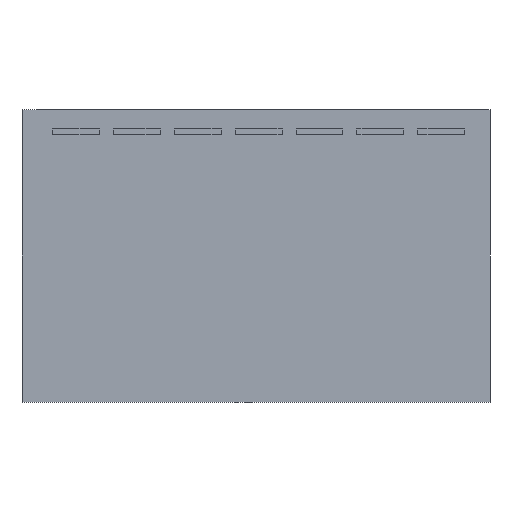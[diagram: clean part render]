
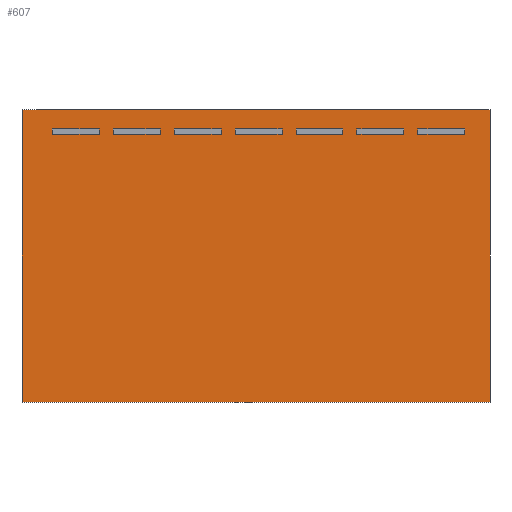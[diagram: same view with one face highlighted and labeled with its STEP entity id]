
A CAD part, front view. The second image highlights one B-rep face of the part: STEP entity #607.
In plain terms, the highlighted planar face has unit normal (0, -1, 0).
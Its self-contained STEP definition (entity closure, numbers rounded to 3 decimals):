
#76=FACE_BOUND('',#2248,.T.);
#77=FACE_BOUND('',#2249,.T.);
#78=FACE_BOUND('',#2250,.T.);
#79=FACE_BOUND('',#2251,.T.);
#80=FACE_BOUND('',#2252,.T.);
#81=FACE_BOUND('',#2253,.T.);
#82=FACE_BOUND('',#2254,.T.);
#83=FACE_BOUND('',#2255,.T.);
#607=ADVANCED_FACE('',(#76,#77,#78,#79,#80,#81,#82,#83),#1143,.T.);
#1143=PLANE('',#10897);
#2248=EDGE_LOOP('',(#3862,#3863,#3864,#3865));
#2249=EDGE_LOOP('',(#3866,#3867,#3868,#3869));
#2250=EDGE_LOOP('',(#3870,#3871,#3872,#3873));
#2251=EDGE_LOOP('',(#3874,#3875,#3876,#3877));
#2252=EDGE_LOOP('',(#3878,#3879,#3880,#3881));
#2253=EDGE_LOOP('',(#3882,#3883,#3884,#3885));
#2254=EDGE_LOOP('',(#3886,#3887,#3888,#3889));
#2255=EDGE_LOOP('',(#3890,#3891,#3892,#3893));
#3862=ORIENTED_EDGE('',*,*,#6957,.T.);
#3863=ORIENTED_EDGE('',*,*,#6955,.F.);
#3864=ORIENTED_EDGE('',*,*,#6953,.T.);
#3865=ORIENTED_EDGE('',*,*,#6951,.T.);
#3866=ORIENTED_EDGE('',*,*,#6949,.T.);
#3867=ORIENTED_EDGE('',*,*,#6947,.T.);
#3868=ORIENTED_EDGE('',*,*,#6945,.F.);
#3869=ORIENTED_EDGE('',*,*,#6943,.T.);
#3870=ORIENTED_EDGE('',*,*,#6941,.F.);
#3871=ORIENTED_EDGE('',*,*,#6939,.T.);
#3872=ORIENTED_EDGE('',*,*,#6937,.F.);
#3873=ORIENTED_EDGE('',*,*,#6935,.T.);
#3874=ORIENTED_EDGE('',*,*,#7264,.T.);
#3875=ORIENTED_EDGE('',*,*,#7265,.T.);
#3876=ORIENTED_EDGE('',*,*,#7266,.T.);
#3877=ORIENTED_EDGE('',*,*,#6961,.F.);
#3878=ORIENTED_EDGE('',*,*,#7267,.T.);
#3879=ORIENTED_EDGE('',*,*,#7268,.T.);
#3880=ORIENTED_EDGE('',*,*,#7269,.F.);
#3881=ORIENTED_EDGE('',*,*,#7270,.F.);
#3882=ORIENTED_EDGE('',*,*,#7271,.T.);
#3883=ORIENTED_EDGE('',*,*,#7272,.T.);
#3884=ORIENTED_EDGE('',*,*,#7273,.F.);
#3885=ORIENTED_EDGE('',*,*,#7274,.T.);
#3886=ORIENTED_EDGE('',*,*,#7275,.T.);
#3887=ORIENTED_EDGE('',*,*,#7276,.T.);
#3888=ORIENTED_EDGE('',*,*,#7277,.F.);
#3889=ORIENTED_EDGE('',*,*,#7278,.T.);
#3890=ORIENTED_EDGE('',*,*,#7279,.T.);
#3891=ORIENTED_EDGE('',*,*,#7280,.T.);
#3892=ORIENTED_EDGE('',*,*,#7281,.F.);
#3893=ORIENTED_EDGE('',*,*,#7282,.T.);
#5838=VERTEX_POINT('',#14948);
#5839=VERTEX_POINT('',#14950);
#5840=VERTEX_POINT('',#14954);
#5841=VERTEX_POINT('',#14958);
#5842=VERTEX_POINT('',#14964);
#5843=VERTEX_POINT('',#14966);
#5844=VERTEX_POINT('',#14970);
#5845=VERTEX_POINT('',#14974);
#5846=VERTEX_POINT('',#14980);
#5847=VERTEX_POINT('',#14982);
#5848=VERTEX_POINT('',#14986);
#5849=VERTEX_POINT('',#14990);
#5851=VERTEX_POINT('',#14997);
#5853=VERTEX_POINT('',#15001);
#6085=VERTEX_POINT('',#15607);
#6086=VERTEX_POINT('',#15611);
#6087=VERTEX_POINT('',#15614);
#6088=VERTEX_POINT('',#15615);
#6089=VERTEX_POINT('',#15617);
#6090=VERTEX_POINT('',#15619);
#6091=VERTEX_POINT('',#15622);
#6092=VERTEX_POINT('',#15623);
#6093=VERTEX_POINT('',#15625);
#6094=VERTEX_POINT('',#15627);
#6095=VERTEX_POINT('',#15630);
#6096=VERTEX_POINT('',#15631);
#6097=VERTEX_POINT('',#15633);
#6098=VERTEX_POINT('',#15635);
#6099=VERTEX_POINT('',#15638);
#6100=VERTEX_POINT('',#15639);
#6101=VERTEX_POINT('',#15641);
#6102=VERTEX_POINT('',#15643);
#6935=EDGE_CURVE('',#5839,#5838,#8372,.T.);
#6937=EDGE_CURVE('',#5839,#5840,#8374,.T.);
#6939=EDGE_CURVE('',#5841,#5840,#8376,.T.);
#6941=EDGE_CURVE('',#5841,#5838,#8378,.T.);
#6943=EDGE_CURVE('',#5843,#5842,#8380,.T.);
#6945=EDGE_CURVE('',#5843,#5844,#8382,.T.);
#6947=EDGE_CURVE('',#5845,#5844,#8384,.T.);
#6949=EDGE_CURVE('',#5842,#5845,#8386,.T.);
#6951=EDGE_CURVE('',#5847,#5846,#8388,.T.);
#6953=EDGE_CURVE('',#5848,#5847,#8390,.T.);
#6955=EDGE_CURVE('',#5848,#5849,#8392,.T.);
#6957=EDGE_CURVE('',#5846,#5849,#8394,.T.);
#6961=EDGE_CURVE('',#5853,#5851,#8398,.T.);
#7264=EDGE_CURVE('',#5853,#6085,#8634,.T.);
#7265=EDGE_CURVE('',#6085,#6086,#8635,.T.);
#7266=EDGE_CURVE('',#6086,#5851,#8636,.T.);
#7267=EDGE_CURVE('',#6087,#6088,#8637,.T.);
#7268=EDGE_CURVE('',#6088,#6089,#8638,.T.);
#7269=EDGE_CURVE('',#6090,#6089,#8639,.T.);
#7270=EDGE_CURVE('',#6087,#6090,#8640,.T.);
#7271=EDGE_CURVE('',#6091,#6092,#8641,.T.);
#7272=EDGE_CURVE('',#6092,#6093,#8642,.T.);
#7273=EDGE_CURVE('',#6094,#6093,#8643,.T.);
#7274=EDGE_CURVE('',#6094,#6091,#8644,.T.);
#7275=EDGE_CURVE('',#6095,#6096,#8645,.T.);
#7276=EDGE_CURVE('',#6096,#6097,#8646,.T.);
#7277=EDGE_CURVE('',#6098,#6097,#8647,.T.);
#7278=EDGE_CURVE('',#6098,#6095,#8648,.T.);
#7279=EDGE_CURVE('',#6099,#6100,#8649,.T.);
#7280=EDGE_CURVE('',#6100,#6101,#8650,.T.);
#7281=EDGE_CURVE('',#6102,#6101,#8651,.T.);
#7282=EDGE_CURVE('',#6102,#6099,#8652,.T.);
#8372=LINE('',#14949,#9649);
#8374=LINE('',#14953,#9651);
#8376=LINE('',#14957,#9653);
#8378=LINE('',#14961,#9655);
#8380=LINE('',#14965,#9657);
#8382=LINE('',#14969,#9659);
#8384=LINE('',#14973,#9661);
#8386=LINE('',#14977,#9663);
#8388=LINE('',#14981,#9665);
#8390=LINE('',#14985,#9667);
#8392=LINE('',#14989,#9669);
#8394=LINE('',#14993,#9671);
#8398=LINE('',#15002,#9675);
#8634=LINE('',#15608,#9911);
#8635=LINE('',#15610,#9912);
#8636=LINE('',#15612,#9913);
#8637=LINE('',#15613,#9914);
#8638=LINE('',#15616,#9915);
#8639=LINE('',#15618,#9916);
#8640=LINE('',#15620,#9917);
#8641=LINE('',#15621,#9918);
#8642=LINE('',#15624,#9919);
#8643=LINE('',#15626,#9920);
#8644=LINE('',#15628,#9921);
#8645=LINE('',#15629,#9922);
#8646=LINE('',#15632,#9923);
#8647=LINE('',#15634,#9924);
#8648=LINE('',#15636,#9925);
#8649=LINE('',#15637,#9926);
#8650=LINE('',#15640,#9927);
#8651=LINE('',#15642,#9928);
#8652=LINE('',#15644,#9929);
#9649=VECTOR('',#12052,1.);
#9651=VECTOR('',#12056,1.);
#9653=VECTOR('',#12060,1.);
#9655=VECTOR('',#12064,1.);
#9657=VECTOR('',#12068,1.);
#9659=VECTOR('',#12072,1.);
#9661=VECTOR('',#12076,1.);
#9663=VECTOR('',#12080,1.);
#9665=VECTOR('',#12084,1.);
#9667=VECTOR('',#12088,1.);
#9669=VECTOR('',#12092,1.);
#9671=VECTOR('',#12096,1.);
#9675=VECTOR('',#12102,1.);
#9911=VECTOR('',#12614,1.);
#9912=VECTOR('',#12617,1.);
#9913=VECTOR('',#12618,1.);
#9914=VECTOR('',#12619,1.);
#9915=VECTOR('',#12620,1.);
#9916=VECTOR('',#12621,1.);
#9917=VECTOR('',#12622,1.);
#9918=VECTOR('',#12623,1.);
#9919=VECTOR('',#12624,1.);
#9920=VECTOR('',#12625,1.);
#9921=VECTOR('',#12626,1.);
#9922=VECTOR('',#12627,1.);
#9923=VECTOR('',#12628,1.);
#9924=VECTOR('',#12629,1.);
#9925=VECTOR('',#12630,1.);
#9926=VECTOR('',#12631,1.);
#9927=VECTOR('',#12632,1.);
#9928=VECTOR('',#12633,1.);
#9929=VECTOR('',#12634,1.);
#10897=AXIS2_PLACEMENT_3D('',#15645,#12635,#12636);
#12052=DIRECTION('',(1.,0.,0.));
#12056=DIRECTION('',(0.,0.,-1.));
#12060=DIRECTION('',(-1.,0.,0.));
#12064=DIRECTION('',(0.,0.,1.));
#12068=DIRECTION('',(1.,0.,0.));
#12072=DIRECTION('',(0.,0.,-1.));
#12076=DIRECTION('',(-1.,0.,0.));
#12080=DIRECTION('',(0.,0.,-1.));
#12084=DIRECTION('',(0.,0.,-1.));
#12088=DIRECTION('',(1.,0.,0.));
#12092=DIRECTION('',(0.,0.,-1.));
#12096=DIRECTION('',(-1.,0.,0.));
#12102=DIRECTION('',(0.,0.,-1.));
#12614=DIRECTION('',(-1.,0.,0.));
#12617=DIRECTION('',(0.,0.,-1.));
#12618=DIRECTION('',(1.,0.,0.));
#12619=DIRECTION('',(0.,0.,-1.));
#12620=DIRECTION('',(-1.,0.,0.));
#12621=DIRECTION('',(0.,0.,-1.));
#12622=DIRECTION('',(-1.,0.,0.));
#12623=DIRECTION('',(0.,0.,-1.));
#12624=DIRECTION('',(-1.,0.,0.));
#12625=DIRECTION('',(0.,0.,-1.));
#12626=DIRECTION('',(1.,0.,0.));
#12627=DIRECTION('',(0.,0.,-1.));
#12628=DIRECTION('',(-1.,0.,0.));
#12629=DIRECTION('',(0.,0.,-1.));
#12630=DIRECTION('',(1.,0.,0.));
#12631=DIRECTION('',(0.,0.,-1.));
#12632=DIRECTION('',(-1.,0.,0.));
#12633=DIRECTION('',(0.,0.,-1.));
#12634=DIRECTION('',(1.,0.,0.));
#12635=DIRECTION('',(0.,-1.,0.));
#12636=DIRECTION('',(0.,0.,1.));
#14948=CARTESIAN_POINT('',(-1.45,-8.5,-1.1));
#14949=CARTESIAN_POINT('',(-4.15,-8.5,-1.1));
#14950=CARTESIAN_POINT('',(-4.15,-8.5,-1.1));
#14953=CARTESIAN_POINT('',(-4.15,-8.5,-1.1));
#14954=CARTESIAN_POINT('',(-4.15,-8.5,-1.4));
#14957=CARTESIAN_POINT('',(0.,-8.5,-1.4));
#14958=CARTESIAN_POINT('',(-1.45,-8.5,-1.4));
#14961=CARTESIAN_POINT('',(-1.45,-8.5,-16.8));
#14964=CARTESIAN_POINT('',(-8.45,-8.5,-1.1));
#14965=CARTESIAN_POINT('',(-11.15,-8.5,-1.1));
#14966=CARTESIAN_POINT('',(-11.15,-8.5,-1.1));
#14969=CARTESIAN_POINT('',(-11.15,-8.5,-1.1));
#14970=CARTESIAN_POINT('',(-11.15,-8.5,-1.4));
#14973=CARTESIAN_POINT('',(0.,-8.5,-1.4));
#14974=CARTESIAN_POINT('',(-8.45,-8.5,-1.4));
#14977=CARTESIAN_POINT('',(-8.45,-8.5,-1.1));
#14980=CARTESIAN_POINT('',(-4.95,-8.5,-1.4));
#14981=CARTESIAN_POINT('',(-4.95,-8.5,-1.1));
#14982=CARTESIAN_POINT('',(-4.95,-8.5,-1.1));
#14985=CARTESIAN_POINT('',(-7.65,-8.5,-1.1));
#14986=CARTESIAN_POINT('',(-7.65,-8.5,-1.1));
#14989=CARTESIAN_POINT('',(-7.65,-8.5,-1.1));
#14990=CARTESIAN_POINT('',(-7.65,-8.5,-1.4));
#14993=CARTESIAN_POINT('',(0.,-8.5,-1.4));
#14997=CARTESIAN_POINT('',(0.,-8.5,-16.8));
#15001=CARTESIAN_POINT('',(0.,-8.5,0.));
#15002=CARTESIAN_POINT('',(0.,-8.5,0.));
#15607=CARTESIAN_POINT('',(-26.9,-8.5,0.));
#15608=CARTESIAN_POINT('',(0.,-8.5,0.));
#15610=CARTESIAN_POINT('',(-26.9,-8.5,0.));
#15611=CARTESIAN_POINT('',(-26.9,-8.5,-16.8));
#15612=CARTESIAN_POINT('',(-30.4,-8.5,-16.8));
#15613=CARTESIAN_POINT('',(-22.45,-8.5,-1.1));
#15614=CARTESIAN_POINT('',(-22.45,-8.5,-1.1));
#15615=CARTESIAN_POINT('',(-22.45,-8.5,-1.4));
#15616=CARTESIAN_POINT('',(3.5,-8.5,-1.4));
#15617=CARTESIAN_POINT('',(-25.15,-8.5,-1.4));
#15618=CARTESIAN_POINT('',(-25.15,-8.5,-1.1));
#15619=CARTESIAN_POINT('',(-25.15,-8.5,-1.1));
#15620=CARTESIAN_POINT('',(-22.45,-8.5,-1.1));
#15621=CARTESIAN_POINT('',(-18.95,-8.5,-1.1));
#15622=CARTESIAN_POINT('',(-18.95,-8.5,-1.1));
#15623=CARTESIAN_POINT('',(-18.95,-8.5,-1.4));
#15624=CARTESIAN_POINT('',(3.5,-8.5,-1.4));
#15625=CARTESIAN_POINT('',(-21.65,-8.5,-1.4));
#15626=CARTESIAN_POINT('',(-21.65,-8.5,-1.1));
#15627=CARTESIAN_POINT('',(-21.65,-8.5,-1.1));
#15628=CARTESIAN_POINT('',(-21.65,-8.5,-1.1));
#15629=CARTESIAN_POINT('',(-15.45,-8.5,-1.1));
#15630=CARTESIAN_POINT('',(-15.45,-8.5,-1.1));
#15631=CARTESIAN_POINT('',(-15.45,-8.5,-1.4));
#15632=CARTESIAN_POINT('',(3.5,-8.5,-1.4));
#15633=CARTESIAN_POINT('',(-18.15,-8.5,-1.4));
#15634=CARTESIAN_POINT('',(-18.15,-8.5,-1.1));
#15635=CARTESIAN_POINT('',(-18.15,-8.5,-1.1));
#15636=CARTESIAN_POINT('',(-18.15,-8.5,-1.1));
#15637=CARTESIAN_POINT('',(-11.95,-8.5,-1.1));
#15638=CARTESIAN_POINT('',(-11.95,-8.5,-1.1));
#15639=CARTESIAN_POINT('',(-11.95,-8.5,-1.4));
#15640=CARTESIAN_POINT('',(3.5,-8.5,-1.4));
#15641=CARTESIAN_POINT('',(-14.65,-8.5,-1.4));
#15642=CARTESIAN_POINT('',(-14.65,-8.5,-1.1));
#15643=CARTESIAN_POINT('',(-14.65,-8.5,-1.1));
#15644=CARTESIAN_POINT('',(-14.65,-8.5,-1.1));
#15645=CARTESIAN_POINT('',(-17.5,-8.5,-10.4));
